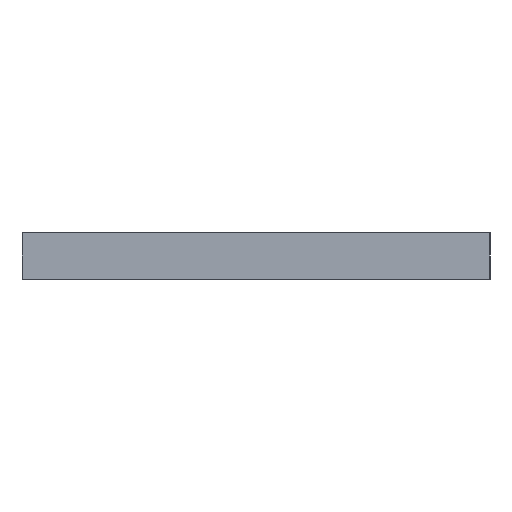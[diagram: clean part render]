
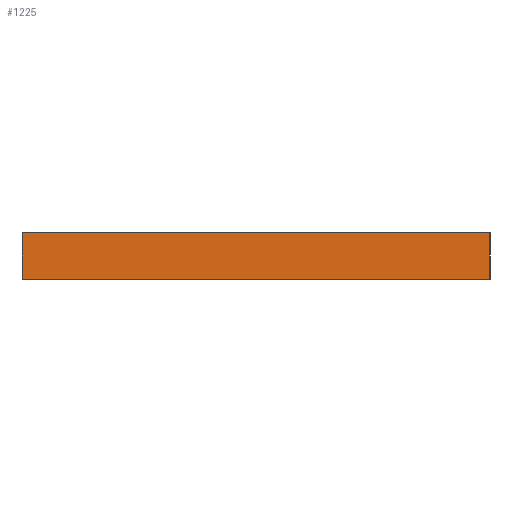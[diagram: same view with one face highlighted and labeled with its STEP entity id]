
A CAD part, left-side view. The second image highlights one B-rep face of the part: STEP entity #1225.
In plain terms, the highlighted planar face has unit normal (-1, 0, 0).
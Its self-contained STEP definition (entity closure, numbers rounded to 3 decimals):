
#60=PLANE('',#1254);
#122=FACE_OUTER_BOUND('',#188,.T.);
#188=EDGE_LOOP('',(#990,#991,#992,#993));
#298=LINE('',#2101,#394);
#299=LINE('',#2103,#395);
#300=LINE('',#2105,#396);
#301=LINE('',#2106,#397);
#394=VECTOR('',#1390,100.801);
#395=VECTOR('',#1391,10.);
#396=VECTOR('',#1392,100.801);
#397=VECTOR('',#1393,10.);
#590=VERTEX_POINT('',#2099);
#591=VERTEX_POINT('',#2100);
#592=VERTEX_POINT('',#2102);
#593=VERTEX_POINT('',#2104);
#762=EDGE_CURVE('',#590,#591,#298,.T.);
#763=EDGE_CURVE('',#592,#591,#299,.T.);
#764=EDGE_CURVE('',#592,#593,#300,.T.);
#765=EDGE_CURVE('',#593,#590,#301,.T.);
#990=ORIENTED_EDGE('',*,*,#762,.T.);
#991=ORIENTED_EDGE('',*,*,#763,.F.);
#992=ORIENTED_EDGE('',*,*,#764,.T.);
#993=ORIENTED_EDGE('',*,*,#765,.T.);
#1225=ADVANCED_FACE('',(#122),#60,.T.);
#1254=AXIS2_PLACEMENT_3D('',#2098,#1388,#1389);
#1388=DIRECTION('center_axis',(-1.,0.,0.));
#1389=DIRECTION('ref_axis',(0.,0.,1.));
#1390=DIRECTION('',(0.,1.,0.));
#1391=DIRECTION('',(0.,0.,1.));
#1392=DIRECTION('',(0.,-1.,0.));
#1393=DIRECTION('',(0.,0.,1.));
#2098=CARTESIAN_POINT('Origin',(0.,0.,0.));
#2099=CARTESIAN_POINT('',(0.,0.,10.));
#2100=CARTESIAN_POINT('',(0.,100.801,10.));
#2101=CARTESIAN_POINT('',(0.,100.801,10.));
#2102=CARTESIAN_POINT('',(0.,100.801,0.));
#2103=CARTESIAN_POINT('',(0.,100.801,0.));
#2104=CARTESIAN_POINT('',(0.,0.,0.));
#2105=CARTESIAN_POINT('',(0.,100.801,0.));
#2106=CARTESIAN_POINT('',(0.,0.,0.));
